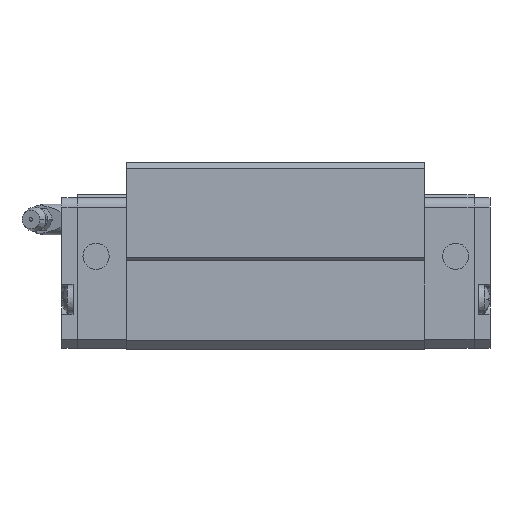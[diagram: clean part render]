
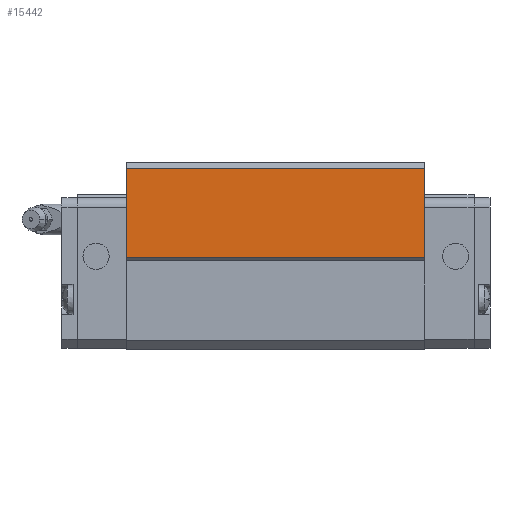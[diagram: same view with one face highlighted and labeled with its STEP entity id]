
A CAD part, front view. The second image highlights one B-rep face of the part: STEP entity #15442.
In plain terms, the highlighted planar face has unit normal (0, -1, 0).
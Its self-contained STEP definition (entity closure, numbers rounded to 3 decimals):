
#1922 = VECTOR ( 'NONE', #12611, 1000. ) ;
#3042 = ORIENTED_EDGE ( 'NONE', *, *, #14124, .F. ) ;
#3442 = AXIS2_PLACEMENT_3D ( 'NONE', #15684, #7614, #13038 ) ;
#4340 = DIRECTION ( 'NONE',  ( 1., 0., 0. ) ) ;
#4469 = EDGE_CURVE ( 'NONE', #6394, #17285, #22683, .T. ) ;
#5965 = CARTESIAN_POINT ( 'NONE',  ( 118.2, -43., 29.5 ) ) ;
#6394 = VERTEX_POINT ( 'NONE', #21373 ) ;
#7211 = PLANE ( 'NONE',  #3442 ) ;
#7614 = DIRECTION ( 'NONE',  ( 0., -1., 0. ) ) ;
#8020 = ORIENTED_EDGE ( 'NONE', *, *, #22432, .F. ) ;
#9474 = CARTESIAN_POINT ( 'NONE',  ( 21.2, -43., 58.5 ) ) ;
#9863 = ORIENTED_EDGE ( 'NONE', *, *, #4469, .T. ) ;
#10246 = CARTESIAN_POINT ( 'NONE',  ( 118.2, -43., 29.5 ) ) ;
#10286 = CARTESIAN_POINT ( 'NONE',  ( 118.2, -43., 58.5 ) ) ;
#11633 = DIRECTION ( 'NONE',  ( 0., 0., 1. ) ) ;
#12611 = DIRECTION ( 'NONE',  ( 1., 0., 0. ) ) ;
#12733 = CARTESIAN_POINT ( 'NONE',  ( 21.2, -43., 29.5 ) ) ;
#13038 = DIRECTION ( 'NONE',  ( 0., 0., -1. ) ) ;
#13608 = LINE ( 'NONE', #23430, #17302 ) ;
#14124 = EDGE_CURVE ( 'NONE', #6394, #20912, #13608, .T. ) ;
#15404 = VECTOR ( 'NONE', #4340, 1000. ) ;
#15442 = ADVANCED_FACE ( 'NONE', ( #17407 ), #7211, .T. ) ;
#15684 = CARTESIAN_POINT ( 'NONE',  ( 21.2, -43., 29.5 ) ) ;
#16162 = DIRECTION ( 'NONE',  ( 0., 0., 1. ) ) ;
#16915 = EDGE_LOOP ( 'NONE', ( #3042, #9863, #17240, #8020 ) ) ;
#17240 = ORIENTED_EDGE ( 'NONE', *, *, #22036, .T. ) ;
#17285 = VERTEX_POINT ( 'NONE', #10246 ) ;
#17302 = VECTOR ( 'NONE', #11633, 1000. ) ;
#17407 = FACE_OUTER_BOUND ( 'NONE', #16915, .T. ) ;
#17499 = VECTOR ( 'NONE', #16162, 1000. ) ;
#19972 = LINE ( 'NONE', #25953, #15404 ) ;
#20912 = VERTEX_POINT ( 'NONE', #9474 ) ;
#21373 = CARTESIAN_POINT ( 'NONE',  ( 21.2, -43., 29.5 ) ) ;
#21544 = VERTEX_POINT ( 'NONE', #10286 ) ;
#22036 = EDGE_CURVE ( 'NONE', #17285, #21544, #23488, .T. ) ;
#22432 = EDGE_CURVE ( 'NONE', #20912, #21544, #19972, .T. ) ;
#22683 = LINE ( 'NONE', #12733, #1922 ) ;
#23430 = CARTESIAN_POINT ( 'NONE',  ( 21.2, -43., 30.551 ) ) ;
#23488 = LINE ( 'NONE', #5965, #17499 ) ;
#25953 = CARTESIAN_POINT ( 'NONE',  ( 21.2, -43., 58.5 ) ) ;
